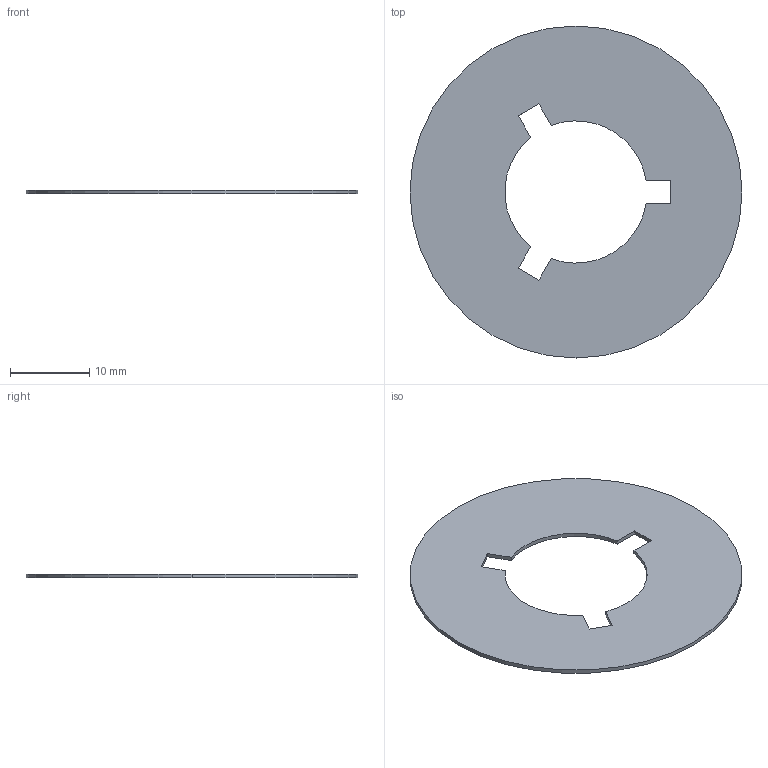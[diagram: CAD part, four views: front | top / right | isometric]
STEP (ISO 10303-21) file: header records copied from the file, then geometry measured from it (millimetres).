
FILE_DESCRIPTION(/* description */ ('VariCAD 2022-1.06 AP-214'),/* implementation_level */ '2;1');
FILE_NAME(/* name */ 'spacer.stp',/* time_stamp */ '2022-06-16T22:34:13-05:00',/* author */ (''),/* organization */ (''),/* preprocessor_version */ 'VariCAD 2022-1.06',/* originating_system */ 'VariCAD 2022-1.06; kernel version (20180118)',/* authorisation */ '');
FILE_SCHEMA(('AUTOMOTIVE_DESIGN'));
Length unit declared in the file: millimetre
Products named in the file (2): spacer
Assembly tree (1 placements, depth 2):
  spacer
    (unnamed)
Bounding box: 42 x 42 x 0.5 mm (x, y, z)
Volume: 551.8 mm3; surface area: 2310.8 mm2
Topology: 1 solids, 1 shells, 16 faces, 42 edges, 28 vertices
Faces by surface type: plane 11, cylinder 5
Entity records: 554 total; most frequent: DIRECTION 92, CARTESIAN_POINT 90, ORIENTED_EDGE 84, EDGE_CURVE 42, LINE 32, VECTOR 32, AXIS2_PLACEMENT_3D 30, VERTEX_POINT 28
